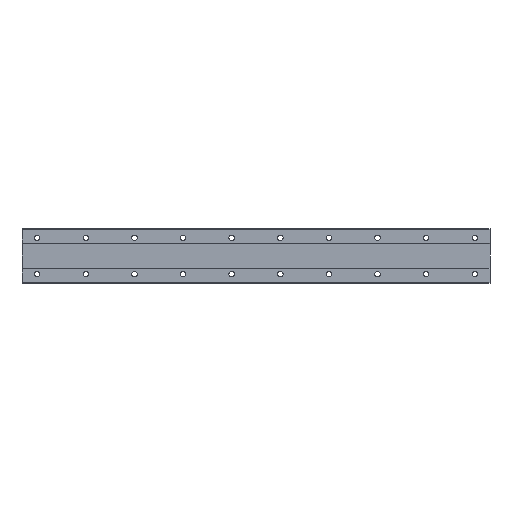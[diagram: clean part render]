
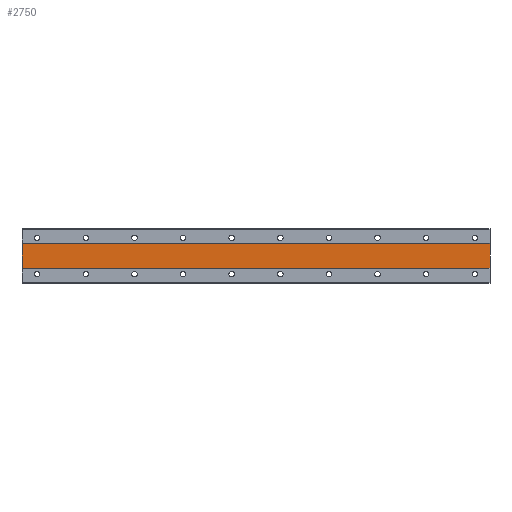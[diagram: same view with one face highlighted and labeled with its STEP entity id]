
A CAD part, front view. The second image highlights one B-rep face of the part: STEP entity #2750.
In plain terms, the highlighted planar face has unit normal (0, -1, 0).
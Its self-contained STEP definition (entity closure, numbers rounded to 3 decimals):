
#120 = DIRECTION ( 'NONE',  ( 0., 1., 0. ) ) ;
#131 = EDGE_CURVE ( 'NONE', #291, #2047, #2661, .T. ) ;
#142 = CARTESIAN_POINT ( 'NONE',  ( 745., 1., -20. ) ) ;
#189 = CARTESIAN_POINT ( 'NONE',  ( 745., 1., 20. ) ) ;
#232 = CARTESIAN_POINT ( 'NONE',  ( -25., 1., 20. ) ) ;
#291 = VERTEX_POINT ( 'NONE', #3001 ) ;
#321 = AXIS2_PLACEMENT_3D ( 'NONE', #2662, #120, #1387 ) ;
#504 = CARTESIAN_POINT ( 'NONE',  ( -25., 1., -20. ) ) ;
#583 = VECTOR ( 'NONE', #3063, 1000. ) ;
#1051 = ORIENTED_EDGE ( 'NONE', *, *, #2464, .F. ) ;
#1142 = CARTESIAN_POINT ( 'NONE',  ( 745., 1., -20. ) ) ;
#1147 = ORIENTED_EDGE ( 'NONE', *, *, #1400, .F. ) ;
#1311 = CARTESIAN_POINT ( 'NONE',  ( 745., 1., 44.91 ) ) ;
#1387 = DIRECTION ( 'NONE',  ( 0., 0., 1. ) ) ;
#1400 = EDGE_CURVE ( 'NONE', #2047, #1734, #3688, .T. ) ;
#1734 = VERTEX_POINT ( 'NONE', #504 ) ;
#1834 = LINE ( 'NONE', #189, #3119 ) ;
#1872 = ORIENTED_EDGE ( 'NONE', *, *, #2154, .T. ) ;
#2047 = VERTEX_POINT ( 'NONE', #142 ) ;
#2073 = CARTESIAN_POINT ( 'NONE',  ( -25., 1., 44.91 ) ) ;
#2154 = EDGE_CURVE ( 'NONE', #3653, #1734, #3697, .T. ) ;
#2464 = EDGE_CURVE ( 'NONE', #3653, #291, #1834, .T. ) ;
#2661 = LINE ( 'NONE', #1311, #3938 ) ;
#2662 = CARTESIAN_POINT ( 'NONE',  ( 745., 1., 20. ) ) ;
#2750 = ADVANCED_FACE ( 'NONE', ( #3977 ), #3062, .F. ) ;
#2900 = DIRECTION ( 'NONE',  ( 0., 0., -1. ) ) ;
#3001 = CARTESIAN_POINT ( 'NONE',  ( 745., 1., 20. ) ) ;
#3062 = PLANE ( 'NONE',  #321 ) ;
#3063 = DIRECTION ( 'NONE',  ( 0., 0., -1. ) ) ;
#3119 = VECTOR ( 'NONE', #3130, 1000. ) ;
#3130 = DIRECTION ( 'NONE',  ( 1., 0., 0. ) ) ;
#3414 = EDGE_LOOP ( 'NONE', ( #1147, #4126, #1051, #1872 ) ) ;
#3653 = VERTEX_POINT ( 'NONE', #232 ) ;
#3688 = LINE ( 'NONE', #1142, #3786 ) ;
#3697 = LINE ( 'NONE', #2073, #583 ) ;
#3751 = DIRECTION ( 'NONE',  ( -1., 0., 0. ) ) ;
#3786 = VECTOR ( 'NONE', #3751, 1000. ) ;
#3938 = VECTOR ( 'NONE', #2900, 1000. ) ;
#3977 = FACE_OUTER_BOUND ( 'NONE', #3414, .T. ) ;
#4126 = ORIENTED_EDGE ( 'NONE', *, *, #131, .F. ) ;
